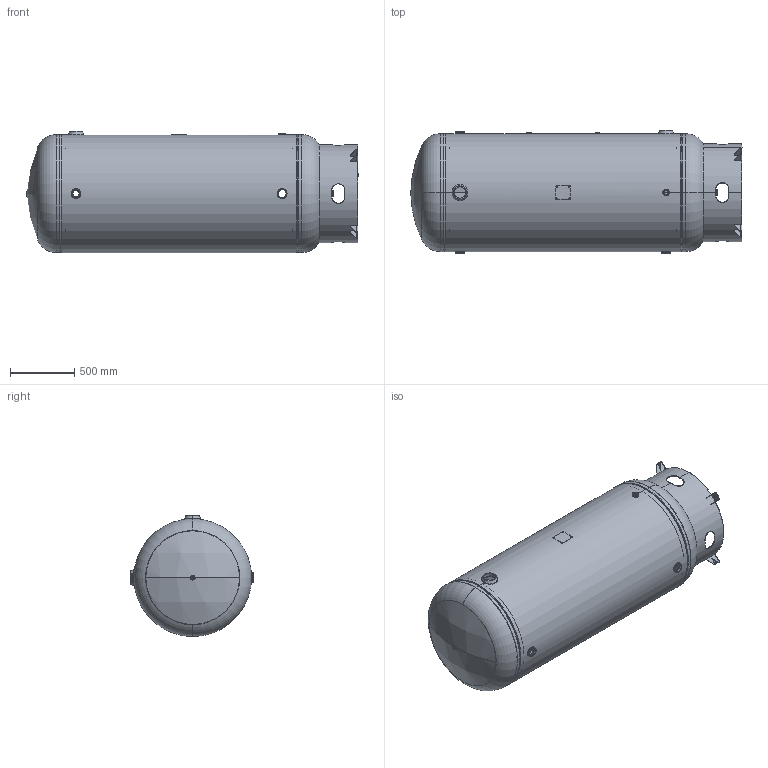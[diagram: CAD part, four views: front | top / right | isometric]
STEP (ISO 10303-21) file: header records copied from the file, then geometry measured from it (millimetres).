
FILE_DESCRIPTION (( 'STEP AP203' ), '1' );
FILE_NAME ('302433.STEP', '2024-08-07T18:27:57', ( '' ), ( '' ), 'SwSTEP 2.0', 'SolidWorks 2022', '' );
FILE_SCHEMA (( 'CONFIG_CONTROL_DESIGN' ));
Length unit declared in the file: inch
Products named in the file (1): 302433
Bounding box: 2576.88 x 954.87 x 939.8 mm (x, y, z)
Volume: 40756160.9 mm3; surface area: 16552090.9 mm2
Topology: 19 solids, 19 shells, 464 faces, 1058 edges, 640 vertices
Faces by surface type: plane 146, cylinder 128, torus 128, bspline 54, sphere 8
Entity records: 23095 total; most frequent: CARTESIAN_POINT 12609, DIRECTION 2213, ORIENTED_EDGE 2116, EDGE_CURVE 1058, AXIS2_PLACEMENT_3D 923, VERTEX_POINT 640, EDGE_LOOP 532, CIRCLE 512
